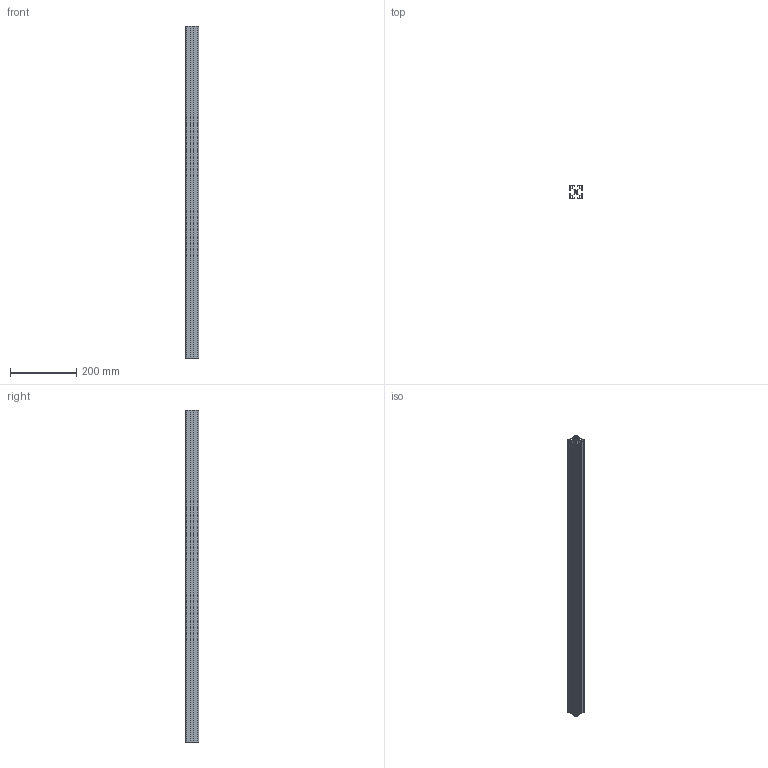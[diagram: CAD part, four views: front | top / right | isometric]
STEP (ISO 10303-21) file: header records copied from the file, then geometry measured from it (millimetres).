
FILE_DESCRIPTION (( 'STEP AP203' ), '1' );
FILE_NAME ('ALF-4040-8E.step', '2024-08-07T10:24:23', ( '' ), ( '' ), 'SwSTEP 2.0', 'SolidWorks 2022', '' );
FILE_SCHEMA (( 'CONFIG_CONTROL_DESIGN' ));
Length unit declared in the file: millimetre
Products named in the file (1): ALF-4040-8E
Bounding box: 40 x 40 x 1000 mm (x, y, z)
Volume: 315409.5 mm3; surface area: 501529.8 mm2
Topology: 1 solids, 1 shells, 188 faces, 558 edges, 372 vertices
Faces by surface type: cylinder 94, plane 94
Entity records: 6447 total; most frequent: DIRECTION 1124, CARTESIAN_POINT 1119, ORIENTED_EDGE 1116, EDGE_CURVE 558, AXIS2_PLACEMENT_3D 377, VERTEX_POINT 372, LINE 370, VECTOR 370
